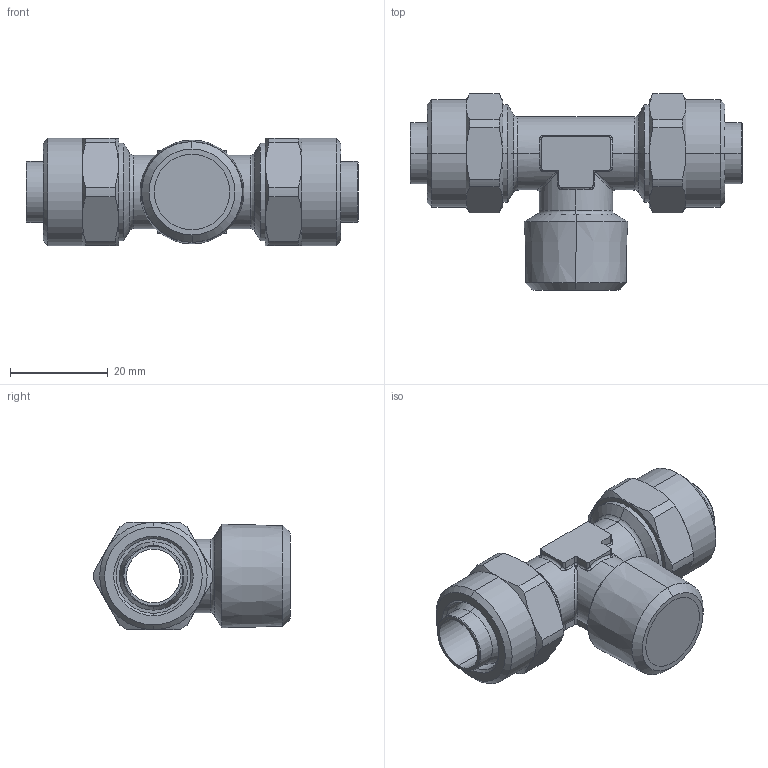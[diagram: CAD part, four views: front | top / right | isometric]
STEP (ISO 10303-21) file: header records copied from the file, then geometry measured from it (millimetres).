
FILE_DESCRIPTION (( 'STEP AP203' ), '1' );
FILE_NAME ('02100084.STEP', '2011-09-29T09:56:26', ( '' ), ( 'sopra-pneumatic' ), 'SwSTEP 2.0', 'SolidWorks 2011', '' );
FILE_SCHEMA (( 'CONFIG_CONTROL_DESIGN' ));
Length unit declared in the file: millimetre
Products named in the file (1): 02100084
Bounding box: 68 x 40.2 x 22 mm (x, y, z)
Volume: 15596.2 mm3; surface area: 10535.6 mm2
Topology: 1 solids, 1 shells, 190 faces, 442 edges, 256 vertices
Faces by surface type: cylinder 73, cone 42, plane 40, torus 17, bspline 14, sphere 4
Entity records: 6132 total; most frequent: CARTESIAN_POINT 1834, DIRECTION 919, ORIENTED_EDGE 876, EDGE_CURVE 438, AXIS2_PLACEMENT_3D 381, VERTEX_POINT 256, CIRCLE 204, EDGE_LOOP 198
